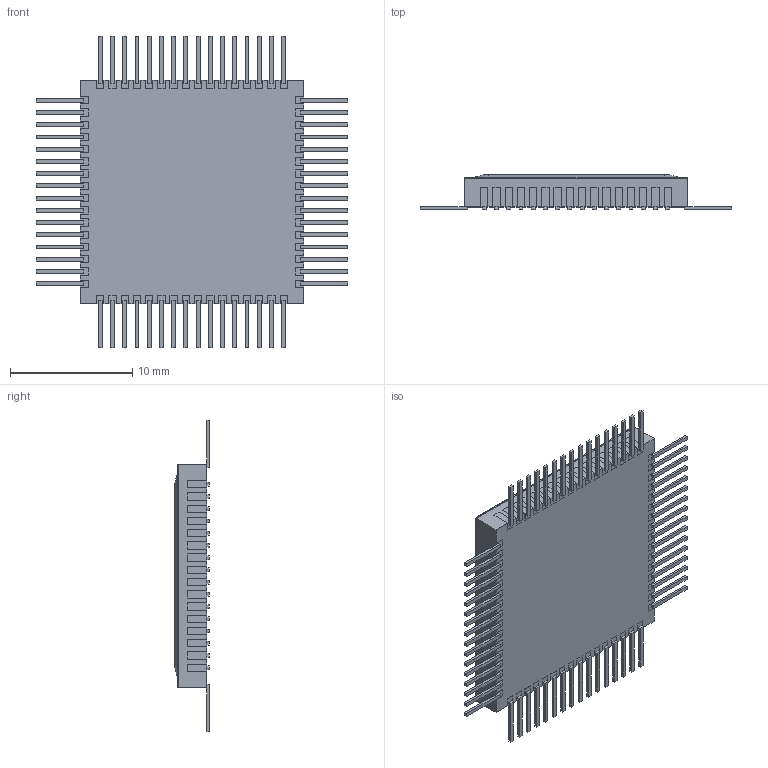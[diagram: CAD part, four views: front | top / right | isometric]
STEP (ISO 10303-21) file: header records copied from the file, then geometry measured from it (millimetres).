
FILE_DESCRIPTION (( 'STEP AP203' ), '1' );
FILE_NAME ('ﾍ18.64-1ﾂ.STEP', '2015-12-18T09:20:02', ( '' ), ( '' ), 'SwSTEP 2.0', 'SolidWorks 2014', '' );
FILE_SCHEMA (( 'CONFIG_CONTROL_DESIGN' ));
Length unit declared in the file: millimetre
Products named in the file (4): Êðûøêà Í18.64-1Â; ﾍ18.64-1ﾂ; ﾎ魵瑙韃 ﾍ18.64-1ﾂ; 扰黓蠉錭
Assembly tree (3 placements, depth 2):
  ﾍ18.64-1ﾂ
    ﾎ魵瑙韃 ﾍ18.64-1ﾂ
    扰黓蠉錭
    Êðûøêà Í18.64-1Â
Bounding box: 25.5 x 2.85 x 25.5 mm (x, y, z)
Volume: 699.8 mm3; surface area: 1904 mm2
Topology: 3 solids, 3 shells, 1814 faces, 4676 edges, 2936 vertices
Faces by surface type: plane 1770, cylinder 20, torus 16, cone 8
Entity records: 53754 total; most frequent: CARTESIAN_POINT 9432, ORIENTED_EDGE 9352, DIRECTION 8388, EDGE_CURVE 4676, LINE 4604, VECTOR 4604, VERTEX_POINT 2936, AXIS2_PLACEMENT_3D 1892
